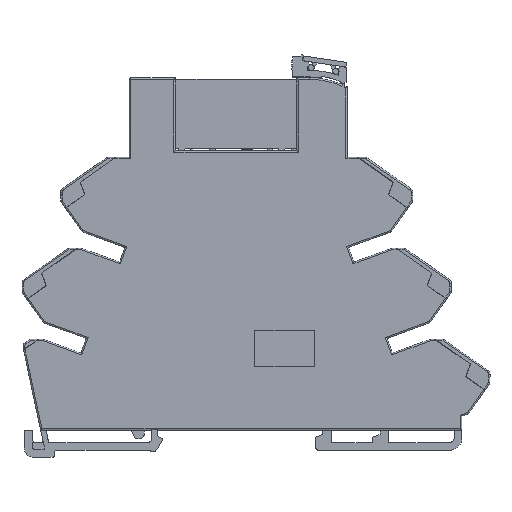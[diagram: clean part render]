
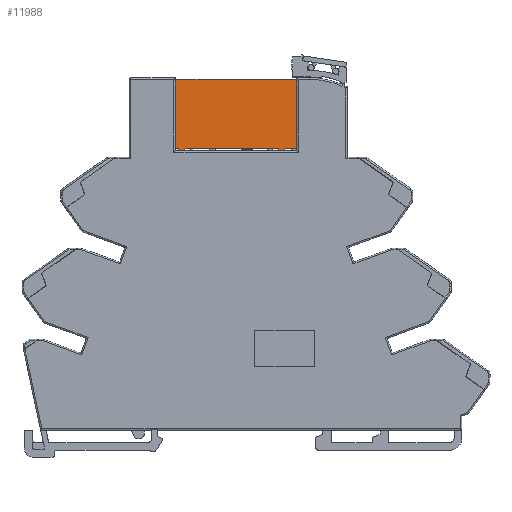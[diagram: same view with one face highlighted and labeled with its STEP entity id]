
A CAD part, top view. The second image highlights one B-rep face of the part: STEP entity #11988.
In plain terms, the highlighted face is planar.
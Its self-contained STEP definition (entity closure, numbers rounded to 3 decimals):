
#74 = VECTOR ( 'NONE', #22790, 1000. ) ;
#810 = ORIENTED_EDGE ( 'NONE', *, *, #21002, .T. ) ;
#888 = VECTOR ( 'NONE', #35866, 1000. ) ;
#1085 = ORIENTED_EDGE ( 'NONE', *, *, #11936, .T. ) ;
#1367 = CARTESIAN_POINT ( 'NONE',  ( 10.1, -2.5, -0.5 ) ) ;
#1726 = VERTEX_POINT ( 'NONE', #17363 ) ;
#1935 = DIRECTION ( 'NONE',  ( 1., 0., 0. ) ) ;
#2954 = VERTEX_POINT ( 'NONE', #38468 ) ;
#4108 = VECTOR ( 'NONE', #41643, 1000. ) ;
#4455 = AXIS2_PLACEMENT_3D ( 'NONE', #27347, #40320, #17382 ) ;
#5384 = VECTOR ( 'NONE', #20143, 1000. ) ;
#5743 = EDGE_CURVE ( 'NONE', #29910, #2954, #24412, .T. ) ;
#6045 = CARTESIAN_POINT ( 'NONE',  ( -13.9, -2.5, 0. ) ) ;
#6158 = DIRECTION ( 'NONE',  ( 0., 0., -1. ) ) ;
#6160 = DIRECTION ( 'NONE',  ( 1., 0., 0. ) ) ;
#6482 = ORIENTED_EDGE ( 'NONE', *, *, #15623, .T. ) ;
#6541 = LINE ( 'NONE', #35287, #11247 ) ;
#6757 = CARTESIAN_POINT ( 'NONE',  ( -13.9, -2.5, 14.4 ) ) ;
#6895 = ORIENTED_EDGE ( 'NONE', *, *, #5743, .T. ) ;
#7150 = CARTESIAN_POINT ( 'NONE',  ( 10.1, -2.5, -0.5 ) ) ;
#7828 = DIRECTION ( 'NONE',  ( 0.371, 0., -0.928 ) ) ;
#9472 = LINE ( 'NONE', #24829, #38902 ) ;
#10432 = EDGE_CURVE ( 'NONE', #32367, #23869, #9472, .T. ) ;
#11220 = ORIENTED_EDGE ( 'NONE', *, *, #38864, .T. ) ;
#11247 = VECTOR ( 'NONE', #1935, 1000. ) ;
#11596 = VERTEX_POINT ( 'NONE', #15352 ) ;
#11936 = EDGE_CURVE ( 'NONE', #12734, #1726, #24278, .T. ) ;
#11988 = ADVANCED_FACE ( 'NONE', ( #25816 ), #19162, .F. ) ;
#12734 = VERTEX_POINT ( 'NONE', #34340 ) ;
#13509 = CARTESIAN_POINT ( 'NONE',  ( -11.9, -2.5, -0.5 ) ) ;
#15352 = CARTESIAN_POINT ( 'NONE',  ( -10.9, -2.5, -0.5 ) ) ;
#15623 = EDGE_CURVE ( 'NONE', #41628, #29910, #23006, .T. ) ;
#16208 = ORIENTED_EDGE ( 'NONE', *, *, #38421, .T. ) ;
#17150 = VECTOR ( 'NONE', #7828, 1000. ) ;
#17190 = VECTOR ( 'NONE', #6160, 1000. ) ;
#17363 = CARTESIAN_POINT ( 'NONE',  ( 8.9, -2.5, 0. ) ) ;
#17382 = DIRECTION ( 'NONE',  ( 0., 0., 1. ) ) ;
#17537 = CARTESIAN_POINT ( 'NONE',  ( -12.1, -2.5, 0. ) ) ;
#17642 = VECTOR ( 'NONE', #32741, 1000. ) ;
#19162 = PLANE ( 'NONE',  #4455 ) ;
#19317 = VECTOR ( 'NONE', #37515, 1000. ) ;
#19807 = ORIENTED_EDGE ( 'NONE', *, *, #10432, .T. ) ;
#20119 = VECTOR ( 'NONE', #35642, 1000. ) ;
#20143 = DIRECTION ( 'NONE',  ( 0.371, 0., 0.928 ) ) ;
#20796 = CARTESIAN_POINT ( 'NONE',  ( 13.9, -2.5, 14.4 ) ) ;
#21002 = EDGE_CURVE ( 'NONE', #11596, #12734, #29167, .T. ) ;
#21571 = CARTESIAN_POINT ( 'NONE',  ( 13.9, -2.5, 14.5 ) ) ;
#22686 = CARTESIAN_POINT ( 'NONE',  ( -12.1, -2.5, 0. ) ) ;
#22790 = DIRECTION ( 'NONE',  ( 1., 0., 0. ) ) ;
#23006 = LINE ( 'NONE', #1367, #19317 ) ;
#23864 = VERTEX_POINT ( 'NONE', #25858 ) ;
#23869 = VERTEX_POINT ( 'NONE', #6045 ) ;
#24278 = LINE ( 'NONE', #42407, #20119 ) ;
#24412 = LINE ( 'NONE', #36228, #74 ) ;
#24829 = CARTESIAN_POINT ( 'NONE',  ( -13.9, -2.5, 14.5 ) ) ;
#24900 = VERTEX_POINT ( 'NONE', #22686 ) ;
#25330 = CARTESIAN_POINT ( 'NONE',  ( -11.9, -2.5, -0.5 ) ) ;
#25353 = ORIENTED_EDGE ( 'NONE', *, *, #31689, .T. ) ;
#25816 = FACE_OUTER_BOUND ( 'NONE', #36275, .T. ) ;
#25858 = CARTESIAN_POINT ( 'NONE',  ( 9.1, -2.5, -0.5 ) ) ;
#25928 = LINE ( 'NONE', #17537, #17150 ) ;
#27048 = CARTESIAN_POINT ( 'NONE',  ( -13.9, -2.5, 14.4 ) ) ;
#27253 = EDGE_CURVE ( 'NONE', #1726, #23864, #35200, .T. ) ;
#27347 = CARTESIAN_POINT ( 'NONE',  ( -13.9, -2.5, 14.5 ) ) ;
#27552 = LINE ( 'NONE', #25330, #29083 ) ;
#27917 = EDGE_CURVE ( 'NONE', #30766, #2954, #34073, .T. ) ;
#29064 = EDGE_CURVE ( 'NONE', #30766, #32367, #32923, .T. ) ;
#29083 = VECTOR ( 'NONE', #38329, 1000. ) ;
#29167 = LINE ( 'NONE', #29422, #5384 ) ;
#29422 = CARTESIAN_POINT ( 'NONE',  ( -10.9, -2.5, -0.5 ) ) ;
#29440 = CARTESIAN_POINT ( 'NONE',  ( 9.1, -2.5, -0.5 ) ) ;
#29587 = LINE ( 'NONE', #29440, #17190 ) ;
#29595 = CARTESIAN_POINT ( 'NONE',  ( 8.9, -2.5, 0. ) ) ;
#29910 = VERTEX_POINT ( 'NONE', #42111 ) ;
#30766 = VERTEX_POINT ( 'NONE', #20796 ) ;
#31689 = EDGE_CURVE ( 'NONE', #41275, #11596, #27552, .T. ) ;
#32367 = VERTEX_POINT ( 'NONE', #6757 ) ;
#32741 = DIRECTION ( 'NONE',  ( 0.371, 0., -0.928 ) ) ;
#32923 = LINE ( 'NONE', #27048, #888 ) ;
#34024 = EDGE_CURVE ( 'NONE', #23869, #24900, #6541, .T. ) ;
#34073 = LINE ( 'NONE', #21571, #4108 ) ;
#34340 = CARTESIAN_POINT ( 'NONE',  ( -10.7, -2.5, 0. ) ) ;
#35087 = ORIENTED_EDGE ( 'NONE', *, *, #29064, .T. ) ;
#35200 = LINE ( 'NONE', #29595, #17642 ) ;
#35287 = CARTESIAN_POINT ( 'NONE',  ( -13.9, -2.5, 0. ) ) ;
#35642 = DIRECTION ( 'NONE',  ( 1., 0., 0. ) ) ;
#35696 = ORIENTED_EDGE ( 'NONE', *, *, #34024, .T. ) ;
#35866 = DIRECTION ( 'NONE',  ( -1., 0., 0. ) ) ;
#35956 = ORIENTED_EDGE ( 'NONE', *, *, #27917, .F. ) ;
#36228 = CARTESIAN_POINT ( 'NONE',  ( -13.9, -2.5, 0. ) ) ;
#36275 = EDGE_LOOP ( 'NONE', ( #35956, #35087, #19807, #35696, #11220, #25353, #810, #1085, #37439, #16208, #6482, #6895 ) ) ;
#37439 = ORIENTED_EDGE ( 'NONE', *, *, #27253, .T. ) ;
#37515 = DIRECTION ( 'NONE',  ( 0.371, 0., 0.928 ) ) ;
#38329 = DIRECTION ( 'NONE',  ( 1., 0., 0. ) ) ;
#38421 = EDGE_CURVE ( 'NONE', #23864, #41628, #29587, .T. ) ;
#38468 = CARTESIAN_POINT ( 'NONE',  ( 13.9, -2.5, 0. ) ) ;
#38864 = EDGE_CURVE ( 'NONE', #24900, #41275, #25928, .T. ) ;
#38902 = VECTOR ( 'NONE', #6158, 1000. ) ;
#40320 = DIRECTION ( 'NONE',  ( 0., 1., 0. ) ) ;
#41275 = VERTEX_POINT ( 'NONE', #13509 ) ;
#41628 = VERTEX_POINT ( 'NONE', #7150 ) ;
#41643 = DIRECTION ( 'NONE',  ( 0., 0., -1. ) ) ;
#42111 = CARTESIAN_POINT ( 'NONE',  ( 10.3, -2.5, 0. ) ) ;
#42407 = CARTESIAN_POINT ( 'NONE',  ( -13.9, -2.5, 0. ) ) ;
